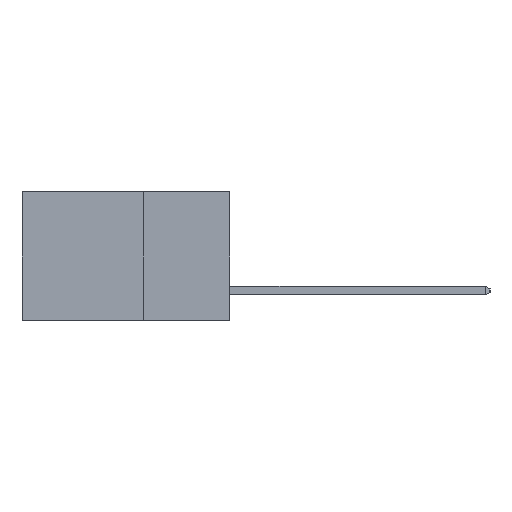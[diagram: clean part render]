
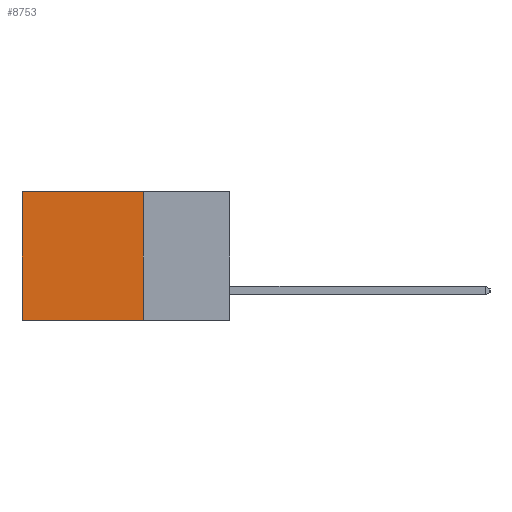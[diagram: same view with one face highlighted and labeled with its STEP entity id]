
A CAD part, left-side view. The second image highlights one B-rep face of the part: STEP entity #8753.
In plain terms, the highlighted planar face has unit normal (-1, 0, 0).
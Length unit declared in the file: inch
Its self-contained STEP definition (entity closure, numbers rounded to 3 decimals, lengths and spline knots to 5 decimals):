
#188 = VERTEX_POINT ( 'NONE', #4420 ) ;
#293 = LINE ( 'NONE', #9728, #9508 ) ;
#817 = EDGE_CURVE ( 'NONE', #188, #4316, #293, .T. ) ;
#1075 = CARTESIAN_POINT ( 'NONE',  ( 0.2615, 0.6, -0.37 ) ) ;
#1821 = VECTOR ( 'NONE', #10549, 39.37008 ) ;
#1966 = EDGE_CURVE ( 'NONE', #10409, #4316, #10164, .T. ) ;
#2028 = PLANE ( 'NONE',  #6468 ) ;
#2418 = LINE ( 'NONE', #7087, #1821 ) ;
#2509 = ORIENTED_EDGE ( 'NONE', *, *, #1966, .F. ) ;
#3319 = CARTESIAN_POINT ( 'NONE',  ( 0.2615, 0.25, -0.37 ) ) ;
#3870 = EDGE_LOOP ( 'NONE', ( #10611, #2509, #4277, #6472 ) ) ;
#4003 = DIRECTION ( 'NONE',  ( 1., 0., 0. ) ) ;
#4277 = ORIENTED_EDGE ( 'NONE', *, *, #8316, .F. ) ;
#4295 = DIRECTION ( 'NONE',  ( 0., 0., -1. ) ) ;
#4316 = VERTEX_POINT ( 'NONE', #1075 ) ;
#4420 = CARTESIAN_POINT ( 'NONE',  ( 0.2615, 0.6, 0. ) ) ;
#5287 = FACE_OUTER_BOUND ( 'NONE', #3870, .T. ) ;
#5297 = LINE ( 'NONE', #3319, #9637 ) ;
#5447 = CARTESIAN_POINT ( 'NONE',  ( 0.2615, 0.25, 0. ) ) ;
#5839 = VECTOR ( 'NONE', #6349, 39.37008 ) ;
#5976 = CARTESIAN_POINT ( 'NONE',  ( 0.2615, 0.25, -0.37 ) ) ;
#6349 = DIRECTION ( 'NONE',  ( 0., 1., 0. ) ) ;
#6455 = CARTESIAN_POINT ( 'NONE',  ( 0.2615, 0.25, -0.37 ) ) ;
#6468 = AXIS2_PLACEMENT_3D ( 'NONE', #8415, #4003, #10129 ) ;
#6472 = ORIENTED_EDGE ( 'NONE', *, *, #9977, .T. ) ;
#7087 = CARTESIAN_POINT ( 'NONE',  ( 0.2615, 0.25, 0. ) ) ;
#8316 = EDGE_CURVE ( 'NONE', #11285, #10409, #5297, .T. ) ;
#8415 = CARTESIAN_POINT ( 'NONE',  ( 0.2615, 0.25, -0.37 ) ) ;
#8753 = ADVANCED_FACE ( 'NONE', ( #5287 ), #2028, .F. ) ;
#9508 = VECTOR ( 'NONE', #9884, 39.37008 ) ;
#9637 = VECTOR ( 'NONE', #4295, 39.37008 ) ;
#9728 = CARTESIAN_POINT ( 'NONE',  ( 0.2615, 0.6, -0.37 ) ) ;
#9884 = DIRECTION ( 'NONE',  ( 0., 0., -1. ) ) ;
#9977 = EDGE_CURVE ( 'NONE', #11285, #188, #2418, .T. ) ;
#10129 = DIRECTION ( 'NONE',  ( 0., 0., -1. ) ) ;
#10164 = LINE ( 'NONE', #6455, #5839 ) ;
#10409 = VERTEX_POINT ( 'NONE', #5976 ) ;
#10549 = DIRECTION ( 'NONE',  ( 0., 1., 0. ) ) ;
#10611 = ORIENTED_EDGE ( 'NONE', *, *, #817, .T. ) ;
#11285 = VERTEX_POINT ( 'NONE', #5447 ) ;
